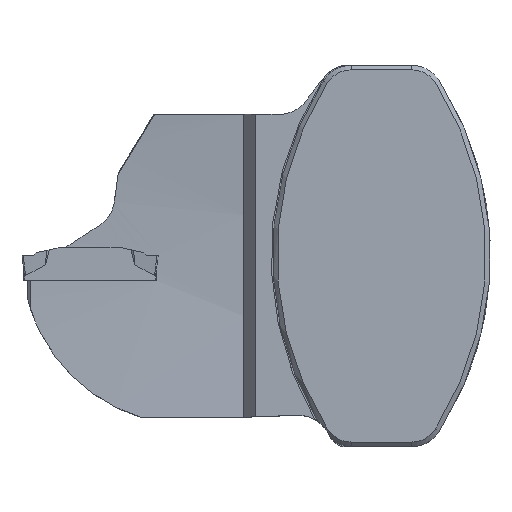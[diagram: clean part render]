
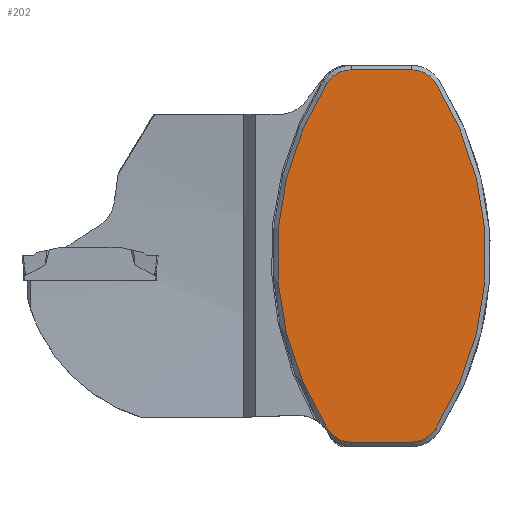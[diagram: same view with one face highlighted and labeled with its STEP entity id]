
A CAD part, top view. The second image highlights one B-rep face of the part: STEP entity #202.
In plain terms, the highlighted planar face has unit normal (0, 0, 1).
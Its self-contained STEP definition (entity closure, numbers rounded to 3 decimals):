
#202=ADVANCED_FACE('',(#321),#281,.T.);
#281=PLANE('',#1618);
#321=FACE_OUTER_BOUND('',#400,.T.);
#400=EDGE_LOOP('',(#721,#722,#723,#724,#725,#726,#727,#728));
#479=LINE('',#2126,#598);
#480=LINE('',#2134,#599);
#598=VECTOR('',#1749,1.);
#599=VECTOR('',#1756,1.);
#721=ORIENTED_EDGE('',*,*,#1297,.F.);
#722=ORIENTED_EDGE('',*,*,#1298,.F.);
#723=ORIENTED_EDGE('',*,*,#1299,.F.);
#724=ORIENTED_EDGE('',*,*,#1300,.F.);
#725=ORIENTED_EDGE('',*,*,#1301,.F.);
#726=ORIENTED_EDGE('',*,*,#1302,.F.);
#727=ORIENTED_EDGE('',*,*,#1303,.F.);
#728=ORIENTED_EDGE('',*,*,#1304,.F.);
#1155=VERTEX_POINT('',#2120);
#1156=VERTEX_POINT('',#2121);
#1157=VERTEX_POINT('',#2123);
#1158=VERTEX_POINT('',#2125);
#1159=VERTEX_POINT('',#2127);
#1160=VERTEX_POINT('',#2129);
#1161=VERTEX_POINT('',#2131);
#1162=VERTEX_POINT('',#2133);
#1297=EDGE_CURVE('',#1155,#1156,#1514,.T.);
#1298=EDGE_CURVE('',#1157,#1155,#1515,.T.);
#1299=EDGE_CURVE('',#1158,#1157,#1516,.T.);
#1300=EDGE_CURVE('',#1159,#1158,#479,.T.);
#1301=EDGE_CURVE('',#1160,#1159,#1517,.T.);
#1302=EDGE_CURVE('',#1161,#1160,#1518,.T.);
#1303=EDGE_CURVE('',#1162,#1161,#1519,.T.);
#1304=EDGE_CURVE('',#1156,#1162,#480,.T.);
#1514=CIRCLE('',#1612,5.175);
#1515=CIRCLE('',#1613,59.175);
#1516=CIRCLE('',#1614,5.175);
#1517=CIRCLE('',#1615,5.175);
#1518=CIRCLE('',#1616,59.175);
#1519=CIRCLE('',#1617,5.175);
#1612=AXIS2_PLACEMENT_3D('',#2119,#1743,#1744);
#1613=AXIS2_PLACEMENT_3D('',#2122,#1745,#1746);
#1614=AXIS2_PLACEMENT_3D('',#2124,#1747,#1748);
#1615=AXIS2_PLACEMENT_3D('',#2128,#1750,#1751);
#1616=AXIS2_PLACEMENT_3D('',#2130,#1752,#1753);
#1617=AXIS2_PLACEMENT_3D('',#2132,#1754,#1755);
#1618=AXIS2_PLACEMENT_3D('',#2135,#1757,#1758);
#1743=DIRECTION('',(0.,0.,-1.));
#1744=DIRECTION('',(0.,-1.,0.));
#1745=DIRECTION('',(0.,0.,-1.));
#1746=DIRECTION('',(0.,-1.,0.));
#1747=DIRECTION('',(0.,0.,-1.));
#1748=DIRECTION('',(0.,-1.,0.));
#1749=DIRECTION('',(-1.,0.,0.));
#1750=DIRECTION('',(0.,0.,-1.));
#1751=DIRECTION('',(0.,-1.,0.));
#1752=DIRECTION('',(0.,0.,-1.));
#1753=DIRECTION('',(0.,-1.,0.));
#1754=DIRECTION('',(0.,0.,-1.));
#1755=DIRECTION('',(0.,-1.,0.));
#1756=DIRECTION('',(1.,0.,0.));
#1757=DIRECTION('',(0.,0.,1.));
#1758=DIRECTION('',(0.,-1.,0.));
#2119=CARTESIAN_POINT('',(-5.552,29.,0.325));
#2120=CARTESIAN_POINT('',(-9.918,31.779,0.325));
#2121=CARTESIAN_POINT('',(-5.552,34.175,0.325));
#2122=CARTESIAN_POINT('',(40.,0.,0.325));
#2123=CARTESIAN_POINT('',(-9.918,-31.779,0.325));
#2124=CARTESIAN_POINT('',(-5.552,-29.,0.325));
#2125=CARTESIAN_POINT('',(-5.552,-34.175,0.325));
#2126=CARTESIAN_POINT('',(0.,-34.175,0.325));
#2127=CARTESIAN_POINT('',(5.552,-34.175,0.325));
#2128=CARTESIAN_POINT('',(5.552,-29.,0.325));
#2129=CARTESIAN_POINT('',(9.918,-31.779,0.325));
#2130=CARTESIAN_POINT('',(-40.,0.,0.325));
#2131=CARTESIAN_POINT('',(9.918,31.779,0.325));
#2132=CARTESIAN_POINT('',(5.552,29.,0.325));
#2133=CARTESIAN_POINT('',(5.552,34.175,0.325));
#2134=CARTESIAN_POINT('',(0.,34.175,0.325));
#2135=CARTESIAN_POINT('',(0.,0.,0.325));
